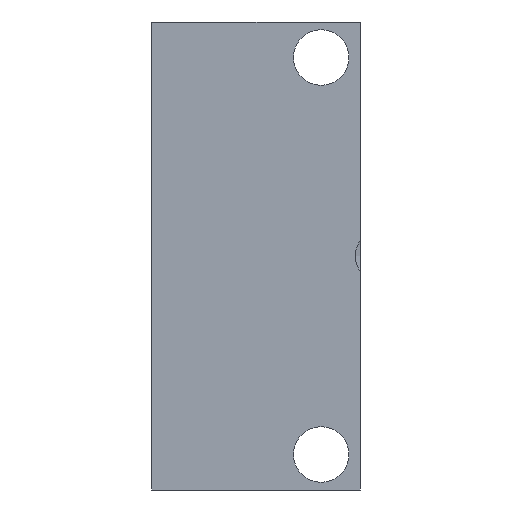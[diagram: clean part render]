
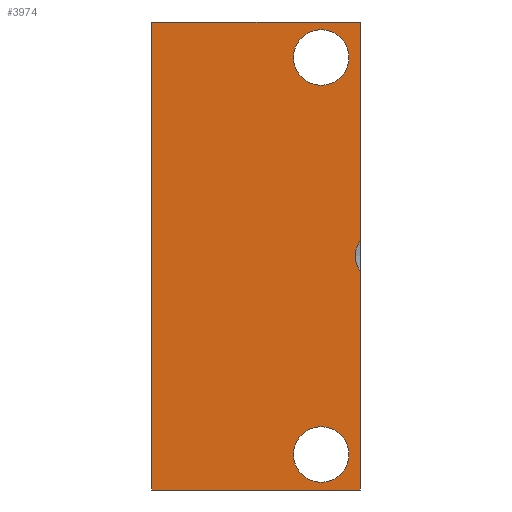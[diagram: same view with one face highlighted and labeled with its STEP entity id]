
A CAD part, left-side view. The second image highlights one B-rep face of the part: STEP entity #3974.
In plain terms, the highlighted planar face has unit normal (-1, 0, 0).
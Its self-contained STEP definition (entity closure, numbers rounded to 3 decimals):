
#45 = DIRECTION ( 'NONE',  ( 1., 0., 0. ) ) ;
#71 = DIRECTION ( 'NONE',  ( 0., -1., 0. ) ) ;
#140 = LINE ( 'NONE', #7769, #373 ) ;
#151 = CIRCLE ( 'NONE', #14228, 1.689 ) ;
#373 = VECTOR ( 'NONE', #71, 1000. ) ;
#508 = AXIS2_PLACEMENT_3D ( 'NONE', #1634, #8154, #4760 ) ;
#644 = DIRECTION ( 'NONE',  ( 0., 0., -1. ) ) ;
#752 = EDGE_CURVE ( 'NONE', #7376, #8999, #11756, .T. ) ;
#862 = DIRECTION ( 'NONE',  ( -1., 0., 0. ) ) ;
#1532 = DIRECTION ( 'NONE',  ( 1., 0., 0. ) ) ;
#1613 = VERTEX_POINT ( 'NONE', #8399 ) ;
#1634 = CARTESIAN_POINT ( 'NONE',  ( -8.063, 2.388, 13.783 ) ) ;
#1670 = CARTESIAN_POINT ( 'NONE',  ( -8.063, 2.388, -12.037 ) ) ;
#1673 = LINE ( 'NONE', #2693, #2478 ) ;
#1682 = VERTEX_POINT ( 'NONE', #2955 ) ;
#1765 = VECTOR ( 'NONE', #10902, 1000. ) ;
#2095 = CARTESIAN_POINT ( 'NONE',  ( -8.063, 12.7, 15.942 ) ) ;
#2373 = FACE_BOUND ( 'NONE', #11574, .T. ) ;
#2478 = VECTOR ( 'NONE', #12692, 1000. ) ;
#2547 = CARTESIAN_POINT ( 'NONE',  ( -8.063, 0., -12.506 ) ) ;
#2553 = VERTEX_POINT ( 'NONE', #11160 ) ;
#2566 = CARTESIAN_POINT ( 'NONE',  ( -8.063, 2.388, 12.093 ) ) ;
#2693 = CARTESIAN_POINT ( 'NONE',  ( -8.063, 0., 15.942 ) ) ;
#2771 = VERTEX_POINT ( 'NONE', #1670 ) ;
#2898 = CARTESIAN_POINT ( 'NONE',  ( -8.063, 2.388, 15.472 ) ) ;
#2939 = EDGE_CURVE ( 'NONE', #2553, #6356, #4958, .T. ) ;
#2940 = EDGE_LOOP ( 'NONE', ( #13783, #8372, #13523, #3195, #7613, #12920 ) ) ;
#2955 = CARTESIAN_POINT ( 'NONE',  ( -8.063, 0., 15.942 ) ) ;
#3195 = ORIENTED_EDGE ( 'NONE', *, *, #5101, .F. ) ;
#3567 = VECTOR ( 'NONE', #8777, 1000. ) ;
#3716 = ORIENTED_EDGE ( 'NONE', *, *, #9649, .T. ) ;
#3866 = EDGE_CURVE ( 'NONE', #5145, #6356, #7456, .T. ) ;
#3974 = ADVANCED_FACE ( 'NONE', ( #7815, #2373, #6848 ), #7745, .F. ) ;
#3991 = DIRECTION ( 'NONE',  ( 0., 0., -1. ) ) ;
#4760 = DIRECTION ( 'NONE',  ( 0., 0., -1. ) ) ;
#4904 = EDGE_LOOP ( 'NONE', ( #9420, #7270 ) ) ;
#4958 = CIRCLE ( 'NONE', #7565, 1.524 ) ;
#5101 = EDGE_CURVE ( 'NONE', #1613, #11147, #9143, .T. ) ;
#5145 = VERTEX_POINT ( 'NONE', #2547 ) ;
#5215 = LINE ( 'NONE', #9706, #1765 ) ;
#5412 = DIRECTION ( 'NONE',  ( 0., 0., -1. ) ) ;
#5457 = DIRECTION ( 'NONE',  ( 0., 1., 0. ) ) ;
#5468 = VECTOR ( 'NONE', #12777, 1000. ) ;
#5979 = AXIS2_PLACEMENT_3D ( 'NONE', #10930, #11803, #3991 ) ;
#6226 = EDGE_CURVE ( 'NONE', #8999, #7376, #11100, .T. ) ;
#6356 = VERTEX_POINT ( 'NONE', #6522 ) ;
#6424 = CARTESIAN_POINT ( 'NONE',  ( -8.063, 0., 15.942 ) ) ;
#6522 = CARTESIAN_POINT ( 'NONE',  ( -8.063, 0., 0.787 ) ) ;
#6848 = FACE_OUTER_BOUND ( 'NONE', #2940, .T. ) ;
#7021 = CARTESIAN_POINT ( 'NONE',  ( -8.063, 2.388, -10.347 ) ) ;
#7161 = CIRCLE ( 'NONE', #5979, 1.689 ) ;
#7249 = CARTESIAN_POINT ( 'NONE',  ( -8.063, 12.7, 15.942 ) ) ;
#7270 = ORIENTED_EDGE ( 'NONE', *, *, #752, .T. ) ;
#7376 = VERTEX_POINT ( 'NONE', #2898 ) ;
#7456 = LINE ( 'NONE', #6424, #3567 ) ;
#7565 = AXIS2_PLACEMENT_3D ( 'NONE', #10699, #862, #644 ) ;
#7613 = ORIENTED_EDGE ( 'NONE', *, *, #10014, .T. ) ;
#7745 = PLANE ( 'NONE',  #12974 ) ;
#7769 = CARTESIAN_POINT ( 'NONE',  ( -8.063, 12.7, 15.942 ) ) ;
#7815 = FACE_BOUND ( 'NONE', #4904, .T. ) ;
#7908 = CARTESIAN_POINT ( 'NONE',  ( -8.063, 12.7, 15.942 ) ) ;
#8154 = DIRECTION ( 'NONE',  ( 1., 0., 0. ) ) ;
#8372 = ORIENTED_EDGE ( 'NONE', *, *, #11158, .T. ) ;
#8399 = CARTESIAN_POINT ( 'NONE',  ( -8.063, 12.7, -12.506 ) ) ;
#8777 = DIRECTION ( 'NONE',  ( 0., 0., 1. ) ) ;
#8801 = DIRECTION ( 'NONE',  ( 1., 0., 0. ) ) ;
#8999 = VERTEX_POINT ( 'NONE', #2566 ) ;
#9143 = LINE ( 'NONE', #7249, #5468 ) ;
#9347 = EDGE_CURVE ( 'NONE', #11147, #1682, #140, .T. ) ;
#9420 = ORIENTED_EDGE ( 'NONE', *, *, #6226, .T. ) ;
#9649 = EDGE_CURVE ( 'NONE', #11306, #2771, #7161, .T. ) ;
#9706 = CARTESIAN_POINT ( 'NONE',  ( -8.063, 12.7, -12.506 ) ) ;
#10014 = EDGE_CURVE ( 'NONE', #1613, #5145, #5215, .T. ) ;
#10699 = CARTESIAN_POINT ( 'NONE',  ( -8.063, -1.207, 1.718 ) ) ;
#10902 = DIRECTION ( 'NONE',  ( 0., -1., 0. ) ) ;
#10930 = CARTESIAN_POINT ( 'NONE',  ( -8.063, 2.388, -10.347 ) ) ;
#11100 = CIRCLE ( 'NONE', #12271, 1.689 ) ;
#11147 = VERTEX_POINT ( 'NONE', #7908 ) ;
#11158 = EDGE_CURVE ( 'NONE', #2553, #1682, #1673, .T. ) ;
#11160 = CARTESIAN_POINT ( 'NONE',  ( -8.063, 0., 2.649 ) ) ;
#11306 = VERTEX_POINT ( 'NONE', #11588 ) ;
#11420 = ORIENTED_EDGE ( 'NONE', *, *, #11741, .T. ) ;
#11574 = EDGE_LOOP ( 'NONE', ( #11420, #3716 ) ) ;
#11588 = CARTESIAN_POINT ( 'NONE',  ( -8.063, 2.388, -8.658 ) ) ;
#11741 = EDGE_CURVE ( 'NONE', #2771, #11306, #151, .T. ) ;
#11756 = CIRCLE ( 'NONE', #508, 1.689 ) ;
#11803 = DIRECTION ( 'NONE',  ( 1., 0., 0. ) ) ;
#12271 = AXIS2_PLACEMENT_3D ( 'NONE', #13007, #8801, #5412 ) ;
#12692 = DIRECTION ( 'NONE',  ( 0., 0., 1. ) ) ;
#12777 = DIRECTION ( 'NONE',  ( 0., 0., 1. ) ) ;
#12920 = ORIENTED_EDGE ( 'NONE', *, *, #3866, .T. ) ;
#12974 = AXIS2_PLACEMENT_3D ( 'NONE', #2095, #45, #5457 ) ;
#13007 = CARTESIAN_POINT ( 'NONE',  ( -8.063, 2.388, 13.783 ) ) ;
#13523 = ORIENTED_EDGE ( 'NONE', *, *, #9347, .F. ) ;
#13710 = DIRECTION ( 'NONE',  ( 0., 0., -1. ) ) ;
#13783 = ORIENTED_EDGE ( 'NONE', *, *, #2939, .F. ) ;
#14228 = AXIS2_PLACEMENT_3D ( 'NONE', #7021, #1532, #13710 ) ;
